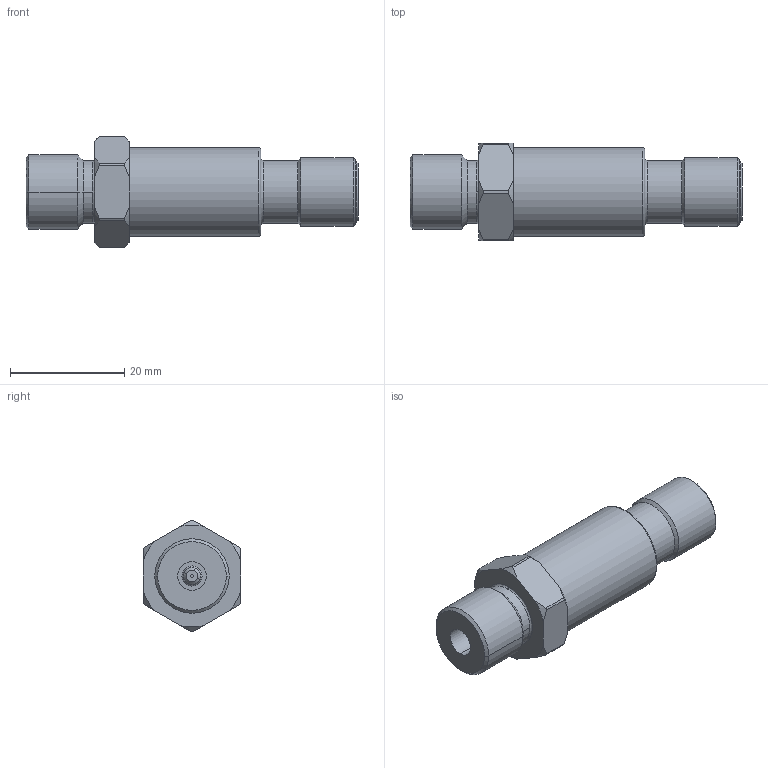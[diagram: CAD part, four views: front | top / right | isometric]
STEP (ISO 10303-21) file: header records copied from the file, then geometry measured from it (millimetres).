
FILE_DESCRIPTION(/* description */ ('Alibre Inc.'),/* implementation_level */ '2;1');
FILE_NAME(/* name */ 'export0',/* time_stamp */ '2018-07-13T08:25:28+02:00',/* author */ (''),/* organization */ (''),/* preprocessor_version */ 'ST-DEVELOPER v17',/* originating_system */ 'Alibre',/* authorisation */ '');
FILE_SCHEMA (('CONFIG_CONTROL_DESIGN'));
Length unit declared in the file: millimetre
Products named in the file (2): ID_1; ID_2
Bounding box: 58 x 17 x 19.4 mm (x, y, z)
Volume: 5057.5 mm3; surface area: 6666.2 mm2
Topology: 1 solids, 1 shells, 193 faces, 504 edges, 315 vertices
Faces by surface type: plane 76, cylinder 64, cone 28, bspline 9, torus 8, sphere 8
Full cylindrical faces by diameter (mm): 9.4 x1, 11 x1, 12 x1, 13.59 x1, 13.61 x1, 15.5 x1
Entity records: 6197 total; most frequent: CARTESIAN_POINT 1424, ORIENTED_EDGE 954, DIRECTION 926, EDGE_CURVE 477, AXIS2_PLACEMENT_3D 384, VERTEX_POINT 309, VECTOR 241, LINE 241
